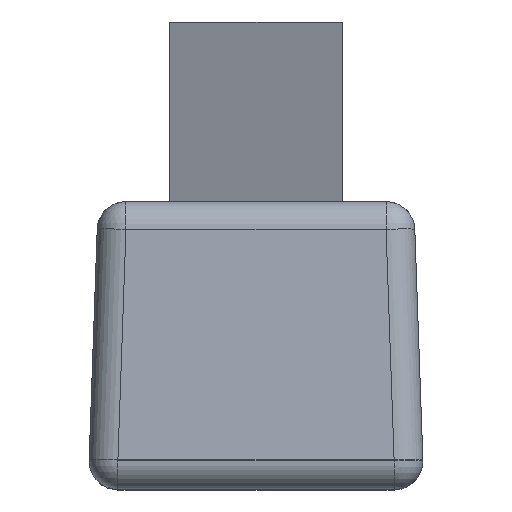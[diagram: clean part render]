
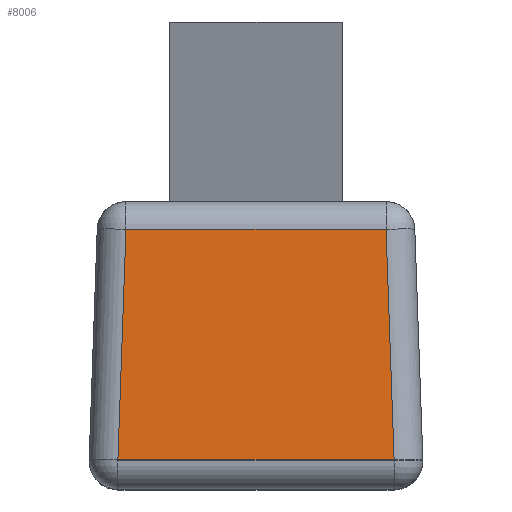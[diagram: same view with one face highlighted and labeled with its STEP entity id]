
A CAD part, top view. The second image highlights one B-rep face of the part: STEP entity #8006.
In plain terms, the highlighted planar face has unit normal (0, 0.035, 0.999).
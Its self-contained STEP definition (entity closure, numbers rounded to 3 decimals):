
#1151 = VERTEX_POINT ( 'NONE', #7592 ) ;
#1209 = PLANE ( 'NONE',  #1710 ) ;
#1366 = CARTESIAN_POINT ( 'NONE',  ( 1.439, 0.31, 1.989 ) ) ;
#1508 = EDGE_CURVE ( 'NONE', #13567, #17090, #6079, .T. ) ;
#1710 = AXIS2_PLACEMENT_3D ( 'NONE', #12360, #16574, #8199 ) ;
#1986 = EDGE_CURVE ( 'NONE', #17090, #5497, #13187, .T. ) ;
#2206 = DIRECTION ( 'NONE',  ( -0.035, 0.999, -0.035 ) ) ;
#2481 = DIRECTION ( 'NONE',  ( 1., 0., 0. ) ) ;
#2806 = ORIENTED_EDGE ( 'NONE', *, *, #8212, .T. ) ;
#2898 = CARTESIAN_POINT ( 'NONE',  ( 1.356, 2.71, 1.905 ) ) ;
#2938 = ORIENTED_EDGE ( 'NONE', *, *, #1986, .T. ) ;
#3148 = LINE ( 'NONE', #12960, #10103 ) ;
#3246 = VECTOR ( 'NONE', #8720, 1000. ) ;
#4577 = DIRECTION ( 'NONE',  ( -1., 0., 0. ) ) ;
#4874 = VECTOR ( 'NONE', #2206, 1000. ) ;
#5497 = VERTEX_POINT ( 'NONE', #2898 ) ;
#5732 = ORIENTED_EDGE ( 'NONE', *, *, #5872, .T. ) ;
#5872 = EDGE_CURVE ( 'NONE', #5497, #1151, #3148, .T. ) ;
#6079 = LINE ( 'NONE', #16383, #16347 ) ;
#6387 = EDGE_LOOP ( 'NONE', ( #5732, #2806, #17067, #2938 ) ) ;
#6739 = FACE_OUTER_BOUND ( 'NONE', #6387, .T. ) ;
#7592 = CARTESIAN_POINT ( 'NONE',  ( -1.356, 2.71, 1.905 ) ) ;
#8006 = ADVANCED_FACE ( 'NONE', ( #6739 ), #1209, .T. ) ;
#8199 = DIRECTION ( 'NONE',  ( 0., -0.999, 0.035 ) ) ;
#8212 = EDGE_CURVE ( 'NONE', #1151, #13567, #10206, .T. ) ;
#8503 = CARTESIAN_POINT ( 'NONE',  ( -1.439, 0.31, 1.989 ) ) ;
#8720 = DIRECTION ( 'NONE',  ( -0.035, -0.999, 0.035 ) ) ;
#10103 = VECTOR ( 'NONE', #4577, 1000. ) ;
#10206 = LINE ( 'NONE', #17103, #3246 ) ;
#12360 = CARTESIAN_POINT ( 'NONE',  ( -1.75, 0., 2. ) ) ;
#12960 = CARTESIAN_POINT ( 'NONE',  ( -1.645, 2.71, 1.905 ) ) ;
#13187 = LINE ( 'NONE', #13372, #4874 ) ;
#13372 = CARTESIAN_POINT ( 'NONE',  ( 1.346, 2.99, 1.896 ) ) ;
#13567 = VERTEX_POINT ( 'NONE', #8503 ) ;
#16347 = VECTOR ( 'NONE', #2481, 1000. ) ;
#16383 = CARTESIAN_POINT ( 'NONE',  ( -1.75, 0.31, 1.989 ) ) ;
#16574 = DIRECTION ( 'NONE',  ( 0., 0.035, 0.999 ) ) ;
#17067 = ORIENTED_EDGE ( 'NONE', *, *, #1508, .T. ) ;
#17090 = VERTEX_POINT ( 'NONE', #1366 ) ;
#17103 = CARTESIAN_POINT ( 'NONE',  ( -1.451, -0.01, 2. ) ) ;
